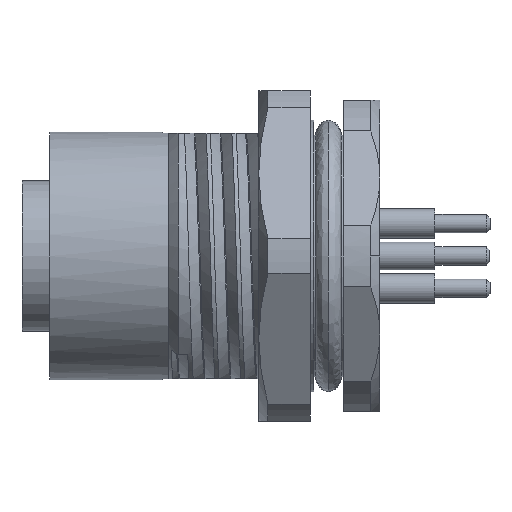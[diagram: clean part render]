
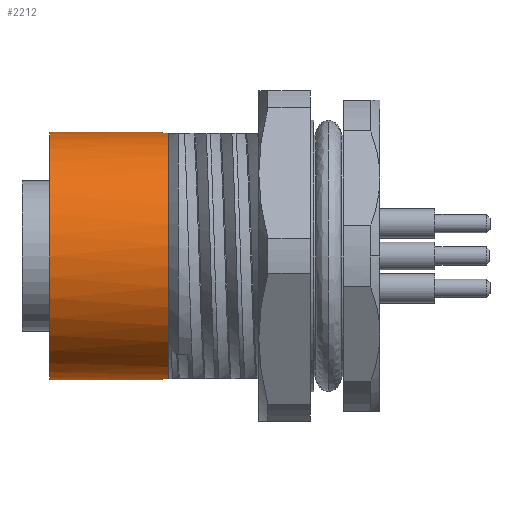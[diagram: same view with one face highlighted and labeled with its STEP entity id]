
A CAD part, left-side view. The second image highlights one B-rep face of the part: STEP entity #2212.
In plain terms, the highlighted cylindrical face has radius 6.75 mm (diameter 13.5 mm), a partial arc.
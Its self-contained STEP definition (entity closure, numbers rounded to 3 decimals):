
#135 = VERTEX_POINT ( 'NONE', #3110 ) ;
#220 = LINE ( 'NONE', #3319, #10274 ) ;
#345 = LINE ( 'NONE', #2669, #399 ) ;
#399 = VECTOR ( 'NONE', #2616, 1000. ) ;
#551 = EDGE_CURVE ( 'NONE', #3779, #6147, #220, .T. ) ;
#961 = CARTESIAN_POINT ( 'NONE',  ( -0.82, 11.5, 6.7 ) ) ;
#1274 = AXIS2_PLACEMENT_3D ( 'NONE', #8658, #8625, #8617 ) ;
#1460 = AXIS2_PLACEMENT_3D ( 'NONE', #1858, #1841, #1831 ) ;
#1593 = ORIENTED_EDGE ( 'NONE', *, *, #7996, .T. ) ;
#1648 = AXIS2_PLACEMENT_3D ( 'NONE', #7262, #7238, #7222 ) ;
#1659 = ORIENTED_EDGE ( 'NONE', *, *, #551, .T. ) ;
#1719 = ORIENTED_EDGE ( 'NONE', *, *, #5063, .F. ) ;
#1760 = AXIS2_PLACEMENT_3D ( 'NONE', #9173, #9161, #9140 ) ;
#1831 = DIRECTION ( 'NONE',  ( 0., 0., -1. ) ) ;
#1841 = DIRECTION ( 'NONE',  ( 0., 1., 0. ) ) ;
#1858 = CARTESIAN_POINT ( 'NONE',  ( 0., 11.852, 0. ) ) ;
#1927 = LINE ( 'NONE', #4865, #1990 ) ;
#1990 = VECTOR ( 'NONE', #4802, 1000. ) ;
#2111 = VERTEX_POINT ( 'NONE', #7047 ) ;
#2212 = ADVANCED_FACE ( 'NONE', ( #4511 ), #10298, .T. ) ;
#2616 = DIRECTION ( 'NONE',  ( 0., 1., 0. ) ) ;
#2669 = CARTESIAN_POINT ( 'NONE',  ( -0.82, 18., 6.7 ) ) ;
#2880 = CARTESIAN_POINT ( 'NONE',  ( 0., 11.852, 6.75 ) ) ;
#2975 = ORIENTED_EDGE ( 'NONE', *, *, #4210, .T. ) ;
#3080 = ORIENTED_EDGE ( 'NONE', *, *, #9673, .T. ) ;
#3106 = ORIENTED_EDGE ( 'NONE', *, *, #8508, .T. ) ;
#3110 = CARTESIAN_POINT ( 'NONE',  ( -0.82, 11.5, -6.7 ) ) ;
#3240 = DIRECTION ( 'NONE',  ( 0., -1., 0. ) ) ;
#3278 = CARTESIAN_POINT ( 'NONE',  ( -0.82, 18., -6.7 ) ) ;
#3319 = CARTESIAN_POINT ( 'NONE',  ( 0., 18., -6.75 ) ) ;
#3331 = DIRECTION ( 'NONE',  ( 0., -1., 0. ) ) ;
#3451 = ORIENTED_EDGE ( 'NONE', *, *, #7766, .F. ) ;
#3779 = VERTEX_POINT ( 'NONE', #4185 ) ;
#4131 = VERTEX_POINT ( 'NONE', #2880 ) ;
#4185 = CARTESIAN_POINT ( 'NONE',  ( 0., 18., -6.75 ) ) ;
#4207 = ORIENTED_EDGE ( 'NONE', *, *, #9100, .T. ) ;
#4210 = EDGE_CURVE ( 'NONE', #5539, #2111, #345, .T. ) ;
#4511 = FACE_OUTER_BOUND ( 'NONE', #4998, .T. ) ;
#4802 = DIRECTION ( 'NONE',  ( 0., -1., 0. ) ) ;
#4865 = CARTESIAN_POINT ( 'NONE',  ( 0., 18., 6.75 ) ) ;
#4883 = CARTESIAN_POINT ( 'NONE',  ( -0.82, 11.852, -6.7 ) ) ;
#4998 = EDGE_LOOP ( 'NONE', ( #1719, #1593, #1659, #3106, #3080, #3451, #2975, #4207 ) ) ;
#5058 = VERTEX_POINT ( 'NONE', #4883 ) ;
#5063 = EDGE_CURVE ( 'NONE', #8993, #4131, #1927, .T. ) ;
#5539 = VERTEX_POINT ( 'NONE', #961 ) ;
#5630 = AXIS2_PLACEMENT_3D ( 'NONE', #6806, #6781, #6763 ) ;
#6147 = VERTEX_POINT ( 'NONE', #9518 ) ;
#6763 = DIRECTION ( 'NONE',  ( 0., 0., -1. ) ) ;
#6781 = DIRECTION ( 'NONE',  ( 0., -1., 0. ) ) ;
#6806 = CARTESIAN_POINT ( 'NONE',  ( 0., 18., 0. ) ) ;
#7047 = CARTESIAN_POINT ( 'NONE',  ( -0.82, 11.852, 6.7 ) ) ;
#7222 = DIRECTION ( 'NONE',  ( 0., 0., -1. ) ) ;
#7238 = DIRECTION ( 'NONE',  ( 0., -1., 0. ) ) ;
#7262 = CARTESIAN_POINT ( 'NONE',  ( 0., 18., 0. ) ) ;
#7766 = EDGE_CURVE ( 'NONE', #5539, #135, #7916, .T. ) ;
#7916 = CIRCLE ( 'NONE', #1760, 6.75 ) ;
#7996 = EDGE_CURVE ( 'NONE', #8993, #3779, #8301, .T. ) ;
#8301 = CIRCLE ( 'NONE', #1648, 6.75 ) ;
#8508 = EDGE_CURVE ( 'NONE', #6147, #5058, #8913, .T. ) ;
#8617 = DIRECTION ( 'NONE',  ( 0., 0., -1. ) ) ;
#8625 = DIRECTION ( 'NONE',  ( 0., 1., 0. ) ) ;
#8658 = CARTESIAN_POINT ( 'NONE',  ( 0., 11.852, 0. ) ) ;
#8913 = CIRCLE ( 'NONE', #1460, 6.75 ) ;
#8993 = VERTEX_POINT ( 'NONE', #10105 ) ;
#9100 = EDGE_CURVE ( 'NONE', #2111, #4131, #9584, .T. ) ;
#9140 = DIRECTION ( 'NONE',  ( 0., 0., -1. ) ) ;
#9161 = DIRECTION ( 'NONE',  ( 0., -1., 0. ) ) ;
#9173 = CARTESIAN_POINT ( 'NONE',  ( 0., 11.5, 0. ) ) ;
#9438 = VECTOR ( 'NONE', #3240, 1000. ) ;
#9518 = CARTESIAN_POINT ( 'NONE',  ( 0., 11.852, -6.75 ) ) ;
#9544 = LINE ( 'NONE', #3278, #9438 ) ;
#9584 = CIRCLE ( 'NONE', #1274, 6.75 ) ;
#9673 = EDGE_CURVE ( 'NONE', #5058, #135, #9544, .T. ) ;
#10105 = CARTESIAN_POINT ( 'NONE',  ( 0., 18., 6.75 ) ) ;
#10274 = VECTOR ( 'NONE', #3331, 1000. ) ;
#10298 = CYLINDRICAL_SURFACE ( 'NONE', #5630, 6.75 ) ;
